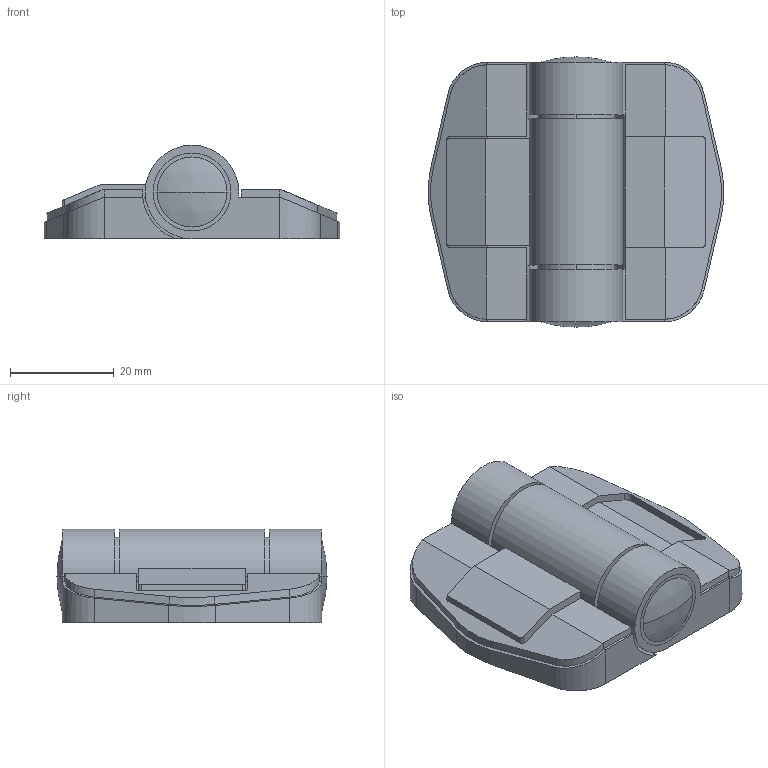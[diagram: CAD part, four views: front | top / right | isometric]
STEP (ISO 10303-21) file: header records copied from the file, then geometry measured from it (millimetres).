
FILE_DESCRIPTION (( 'STEP AP203' ), '1' );
FILE_NAME ('sone3D.STEP', '2014-11-10T06:13:54', ( '' ), ( '' ), 'SwSTEP 2.0', 'SolidWorks 2012', '' );
FILE_SCHEMA (( 'CONFIG_CONTROL_DESIGN' ));
Length unit declared in the file: millimetre
Products named in the file (5): BP-149羽根B_; BP-149羽根A_; BP-149ピン_; sone3D; BP-149キャップ_
Assembly tree (5 placements, depth 2):
  sone3D
    BP-149ピン_
    BP-149羽根A_
    BP-149羽根B_
    BP-149キャップ_  x2
Bounding box: 56.89 x 52 x 18 mm (x, y, z)
Volume: 26245.2 mm3; surface area: 17267.4 mm2
Topology: 5 solids, 5 shells, 151 faces, 383 edges, 244 vertices
Faces by surface type: cylinder 71, plane 68, cone 8, sphere 4
Entity records: 4098 total; most frequent: CARTESIAN_POINT 702, DIRECTION 621, ORIENTED_EDGE 594, EDGE_CURVE 297, AXIS2_PLACEMENT_3D 231, VERTEX_POINT 192, VECTOR 159, LINE 159
